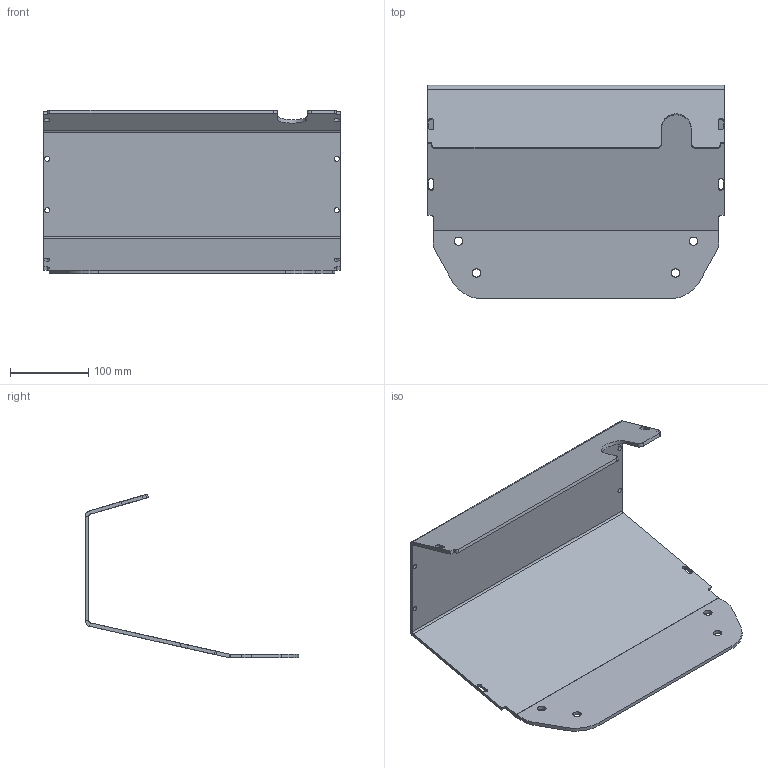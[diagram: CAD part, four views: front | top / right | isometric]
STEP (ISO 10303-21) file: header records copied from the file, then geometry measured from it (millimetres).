
FILE_DESCRIPTION (( 'STEP AP203' ), '1' );
FILE_NAME ('Acrylic Bent Enclosure.STEP', '2014-07-10T23:05:27', ( '' ), ( '' ), 'SwSTEP 2.0', 'SolidWorks 2013', '' );
FILE_SCHEMA (( 'CONFIG_CONTROL_DESIGN' ));
Length unit declared in the file: inch
Products named in the file (1): Acrylic Bent Enclosure
Bounding box: 378.97 x 272.69 x 209.64 mm (x, y, z)
Volume: 822837.2 mm3; surface area: 371559.7 mm2
Topology: 1 solids, 1 shells, 90 faces, 240 edges, 152 vertices
Faces by surface type: plane 45, cylinder 43, bspline 2
Entity records: 2931 total; most frequent: CARTESIAN_POINT 509, DIRECTION 500, ORIENTED_EDGE 480, EDGE_CURVE 240, AXIS2_PLACEMENT_3D 175, VERTEX_POINT 152, LINE 150, VECTOR 150
